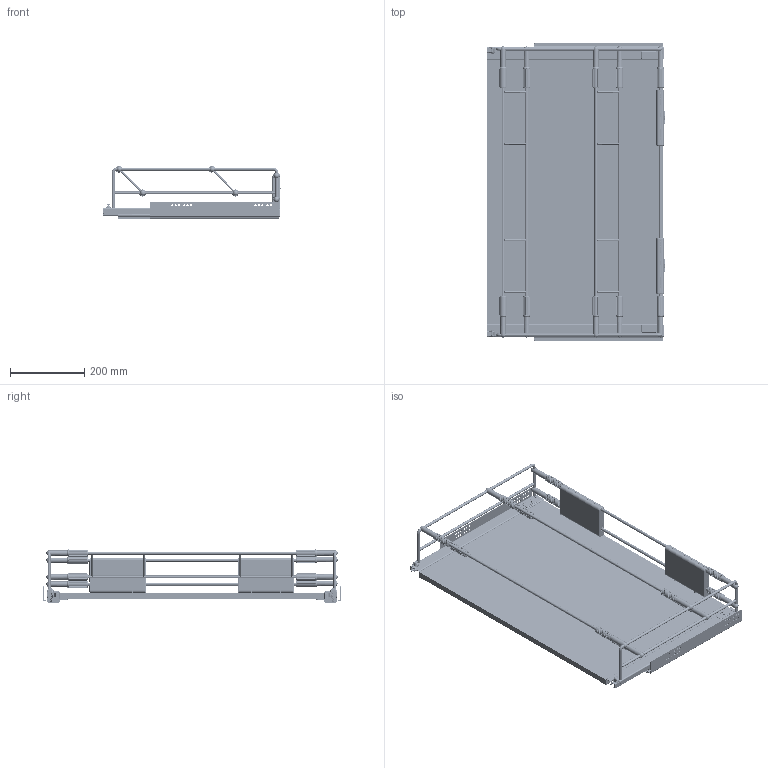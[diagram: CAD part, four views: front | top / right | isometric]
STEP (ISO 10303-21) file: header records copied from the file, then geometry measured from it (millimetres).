
FILE_DESCRIPTION((''),'2;1');
FILE_NAME('42058014 ZAPATERO 800-900.stp','2019-07-11T07:49:19',('Fernando'),(''),'Autodesk Inventor 2010','Autodesk Inventor 2010','');
FILE_SCHEMA(('AUTOMOTIVE_DESIGN { 1 0 10303 214 1 1 1 1 }'));
Length unit declared in the file: millimetre
Products named in the file (30): 42058014 ZAPATERO 800-900; LATERAL cesta; PLETINA DCHA ZAPATERO; TABLA 800; PLETINA DCHA ZAPATERO_SIM; FRONTAL HOGAR 800; A TIRADOR FRONTAL HOGAR mod 6; TRASERA mod 6; tapon trasero; LOGO 30x30; click fijacion 30x30; S0035308 hulstalogo 30x30; click derecho G; click derecho G_SIM; CC00105 CJTO PISTON 2010; S0062707 PISTON; S0062808 ARANDELA 2010; S0103514 CAUCHO; QUADRO V6.470 EB12.5 SS2 IZQDA; MEDIO V6.470 EB 12.5 SS2 IZQDA; CENTRO V6.470 IZQDA; piston IZQDA; FUNDA V6.470 IZQDA; QUADRO V6.470 EB12.5 SS2 DCHA; MEDIO V6.470 EB 12.5 SS2 DCHA; CENTRO V6; piston DERECHA; FUNDA V6.470 DCHA; FRONTAL ZAPATERO 800-900
Assembly tree (46 placements, depth 3):
  42058014 ZAPATERO 800-900
    LATERAL cesta  x2
    PLETINA DCHA ZAPATERO
    TABLA 800
    PLETINA DCHA ZAPATERO_SIM
    FRONTAL HOGAR 800
    A TIRADOR FRONTAL HOGAR mod 6  x2
    TRASERA mod 6  x2
    tapon trasero  x2
    LOGO 30x30  x2
      click fijacion 30x30
      LOGO 30x30
      S0035308 hulstalogo 30x30
    click derecho G
    click derecho G_SIM
    CC00105 CJTO PISTON 2010  x12
      S0062707 PISTON
      S0062808 ARANDELA 2010
      S0103514 CAUCHO
    QUADRO V6.470 EB12.5 SS2 IZQDA
      MEDIO V6.470 EB 12.5 SS2 IZQDA
      CENTRO V6.470 IZQDA
      piston IZQDA
      FUNDA V6.470 IZQDA
    QUADRO V6.470 EB12.5 SS2 DCHA
      MEDIO V6.470 EB 12.5 SS2 DCHA
      CENTRO V6
      piston DERECHA
      FUNDA V6.470 DCHA
    FRONTAL ZAPATERO 800-900  x2
Bounding box: 476.81 x 802 x 143.09 mm (x, y, z)
Volume: 6236908 mm3; surface area: 1733138.4 mm2
Topology: 72 solids, 74 shells, 6873 faces, 17040 edges, 10055 vertices
Faces by surface type: plane 2863, cylinder 2810, sphere 602, bspline 270, torus 222, cone 106
Full cylindrical faces by diameter (mm): 0.8 x8, 1.8 x8, 2 x4, 3.8 x8, 4 x4, 4.2 x8, 5 x10, 5.4 x12, 6 x48, 8 x12, 9 x24, 15 x24, 15.2 x24, 16 x12, 18.2 x12, 18.201 x12
Entity records: 72184 total; most frequent: CARTESIAN_POINT 15985, DIRECTION 11383, ORIENTED_EDGE 11076, EDGE_CURVE 5538, AXIS2_PLACEMENT_3D 3915, VERTEX_POINT 3562, VECTOR 3553, LINE 3553
